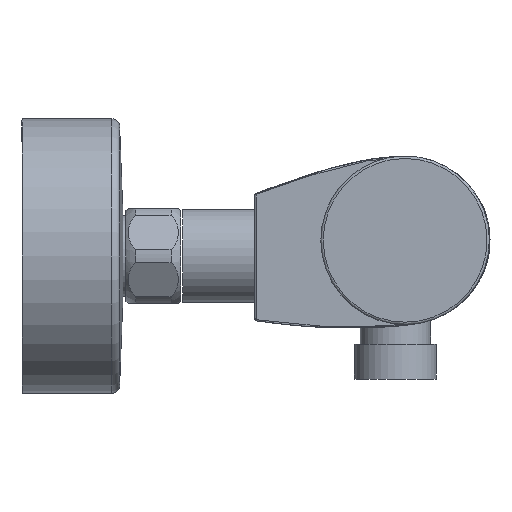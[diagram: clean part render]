
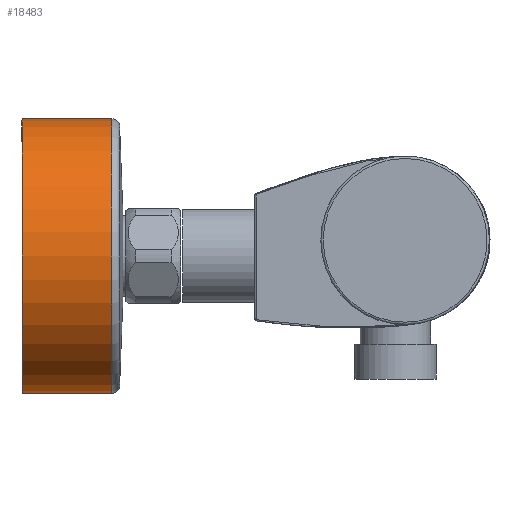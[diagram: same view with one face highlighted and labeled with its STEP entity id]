
A CAD part, front view. The second image highlights one B-rep face of the part: STEP entity #18483.
In plain terms, the highlighted cylindrical face has radius 35 mm (diameter 70 mm), a full revolution.
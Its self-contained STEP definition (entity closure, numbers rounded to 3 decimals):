
#2127=CIRCLE('',#20021,35.);
#2128=CIRCLE('',#20022,35.);
#5839=ORIENTED_EDGE('',*,*,#8307,.T.);
#5840=ORIENTED_EDGE('',*,*,#8308,.F.);
#8307=EDGE_CURVE('',#9754,#9754,#2127,.T.);
#8308=EDGE_CURVE('',#9755,#9755,#2128,.T.);
#9754=VERTEX_POINT('',#33264);
#9755=VERTEX_POINT('',#33266);
#12107=EDGE_LOOP('',(#5839));
#12108=EDGE_LOOP('',(#5840));
#13256=FACE_BOUND('',#12107,.T.);
#13257=FACE_BOUND('',#12108,.T.);
#13743=CYLINDRICAL_SURFACE('',#20020,35.);
#18483=ADVANCED_FACE('',(#13256,#13257),#13743,.T.);
#20020=AXIS2_PLACEMENT_3D('',#33262,#23462,#23463);
#20021=AXIS2_PLACEMENT_3D('',#33263,#23464,#23465);
#20022=AXIS2_PLACEMENT_3D('',#33265,#23466,#23467);
#23462=DIRECTION('',(-1.,0.,0.));
#23463=DIRECTION('',(0.,0.,-1.));
#23464=DIRECTION('',(-1.,0.,0.));
#23465=DIRECTION('',(0.,0.,-1.));
#23466=DIRECTION('',(-1.,0.,0.));
#23467=DIRECTION('',(0.,0.,1.));
#33262=CARTESIAN_POINT('',(-71.279,-60.,-4.4));
#33263=CARTESIAN_POINT('',(-74.496,-60.,-4.4));
#33264=CARTESIAN_POINT('',(-74.496,-60.,-39.4));
#33265=CARTESIAN_POINT('',(-97.399,-60.,-4.4));
#33266=CARTESIAN_POINT('',(-97.399,-60.,30.6));
